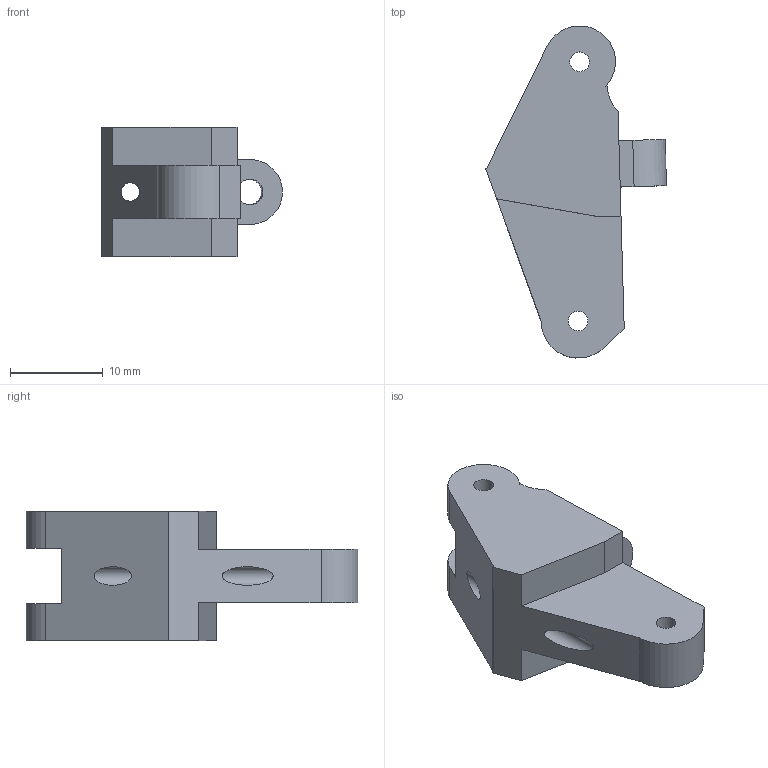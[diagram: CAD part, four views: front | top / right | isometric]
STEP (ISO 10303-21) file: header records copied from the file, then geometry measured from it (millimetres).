
FILE_DESCRIPTION(/* description */ (''),/* implementation_level */ '2;1');
FILE_NAME(/* name */ 'PointerFingerMiddle.stp',/* time_stamp */ '2025-10-24T00:55:41-05:00',/* author */ ('aul12'),/* organization */ (''),/* preprocessor_version */ 'ST-DEVELOPER v19.2',/* originating_system */ 'Autodesk Inventor 2024',/* authorisation */ '');
FILE_SCHEMA (('AUTOMOTIVE_DESIGN { 1 0 10303 214 3 1 1 }'));
Length unit declared in the file: millimetre
Products named in the file (1): PointerFingerMiddle
Bounding box: 19.54 x 35.85 x 14 mm (x, y, z)
Volume: 3613 mm3; surface area: 2061.3 mm2
Topology: 1 solids, 1 shells, 33 faces, 90 edges, 60 vertices
Faces by surface type: plane 22, cylinder 11
Full cylindrical faces by diameter (mm): 2 x1, 2.125 x3, 2.75 x1
Entity records: 1111 total; most frequent: CARTESIAN_POINT 184, DIRECTION 182, ORIENTED_EDGE 180, EDGE_CURVE 90, LINE 66, VECTOR 66, VERTEX_POINT 60, AXIS2_PLACEMENT_3D 58
